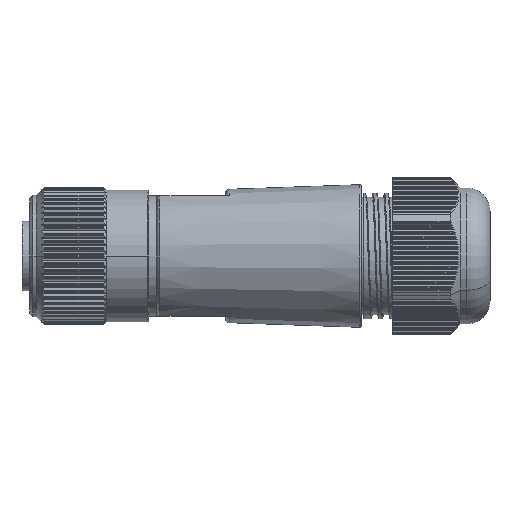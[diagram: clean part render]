
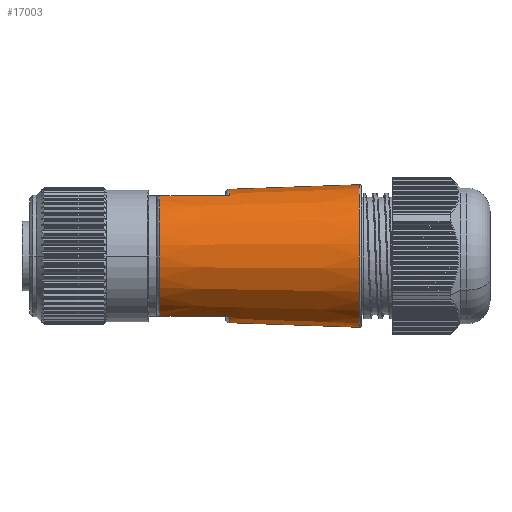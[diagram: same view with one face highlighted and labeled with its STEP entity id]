
A CAD part, front view. The second image highlights one B-rep face of the part: STEP entity #17003.
In plain terms, the highlighted conical face has half-angle 2 degrees and reference radius 14.528 mm.
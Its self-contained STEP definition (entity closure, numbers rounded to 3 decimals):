
#1254 = AXIS2_PLACEMENT_3D ( 'NONE', #11955, #43517, #16470 ) ;
#1283 = EDGE_CURVE ( 'NONE', #12599, #34234, #42543, .T. ) ;
#4393 = EDGE_CURVE ( 'NONE', #8369, #50655, #40581, .T. ) ;
#5564 = ORIENTED_EDGE ( 'NONE', *, *, #22457, .T. ) ;
#5968 = VECTOR ( 'NONE', #18135, 1000. ) ;
#6915 = ORIENTED_EDGE ( 'NONE', *, *, #20245, .T. ) ;
#8369 = VERTEX_POINT ( 'NONE', #33533 ) ;
#8618 = CARTESIAN_POINT ( 'NONE',  ( 42.151, 0., 0. ) ) ;
#9372 = VERTEX_POINT ( 'NONE', #54347 ) ;
#9867 = ORIENTED_EDGE ( 'NONE', *, *, #1283, .T. ) ;
#10316 = EDGE_CURVE ( 'NONE', #9372, #31457, #57052, .T. ) ;
#10458 = VECTOR ( 'NONE', #17528, 1000. ) ;
#11955 = CARTESIAN_POINT ( 'NONE',  ( 28.07, 0., 0. ) ) ;
#12599 = VERTEX_POINT ( 'NONE', #35751 ) ;
#13154 = DIRECTION ( 'NONE',  ( 0., 0., 1. ) ) ;
#13266 = EDGE_LOOP ( 'NONE', ( #15041, #45098, #9867, #13765, #6915, #41393, #51157, #5564 ) ) ;
#13765 = ORIENTED_EDGE ( 'NONE', *, *, #31650, .F. ) ;
#15041 = ORIENTED_EDGE ( 'NONE', *, *, #4393, .F. ) ;
#15395 = VERTEX_POINT ( 'NONE', #39519 ) ;
#16470 = DIRECTION ( 'NONE',  ( 0., 0., 1. ) ) ;
#17003 = ADVANCED_FACE ( 'NONE', ( #57238 ), #51592, .T. ) ;
#17528 = DIRECTION ( 'NONE',  ( 0.999, 0., -0.035 ) ) ;
#17848 = CARTESIAN_POINT ( 'NONE',  ( 28.07, -4.583, -12.281 ) ) ;
#18135 = DIRECTION ( 'NONE',  ( 0.999, 0., 0.035 ) ) ;
#18346 = CIRCLE ( 'NONE', #1254, 13.108 ) ;
#20245 = EDGE_CURVE ( 'NONE', #15395, #27701, #53379, .T. ) ;
#21848 = CARTESIAN_POINT ( 'NONE',  ( 68.719, 0., 0. ) ) ;
#22457 = EDGE_CURVE ( 'NONE', #31457, #50655, #45302, .T. ) ;
#22572 = CARTESIAN_POINT ( 'NONE',  ( 42.151, -5.843, -12.281 ) ) ;
#24636 = CARTESIAN_POINT ( 'NONE',  ( 42.151, 0., 0. ) ) ;
#26383 = DIRECTION ( 'NONE',  ( 0., 0., 1. ) ) ;
#27701 = VERTEX_POINT ( 'NONE', #57845 ) ;
#29216 = DIRECTION ( 'NONE',  ( 0., 0., 1. ) ) ;
#31457 = VERTEX_POINT ( 'NONE', #41795 ) ;
#31650 = EDGE_CURVE ( 'NONE', #15395, #34234, #18346, .T. ) ;
#32553 = AXIS2_PLACEMENT_3D ( 'NONE', #8618, #40205, #13154 ) ;
#33311 = DIRECTION ( 'NONE',  ( 1., 0., 0. ) ) ;
#33533 = CARTESIAN_POINT ( 'NONE',  ( 42.151, 0., 13.6 ) ) ;
#34234 = VERTEX_POINT ( 'NONE', #35114 ) ;
#35114 = CARTESIAN_POINT ( 'NONE',  ( 28.07, -4.583, 12.281 ) ) ;
#35751 = CARTESIAN_POINT ( 'NONE',  ( 42.151, -5.843, 12.281 ) ) ;
#36082 = CARTESIAN_POINT ( 'NONE',  ( 32.759, -5.052, -12.281 ) ) ;
#39519 = CARTESIAN_POINT ( 'NONE',  ( 28.07, -4.583, -12.281 ) ) ;
#40205 = DIRECTION ( 'NONE',  ( 1., 0., 0. ) ) ;
#40581 = LINE ( 'NONE', #45167, #5968 ) ;
#41393 = ORIENTED_EDGE ( 'NONE', *, *, #55221, .T. ) ;
#41795 = CARTESIAN_POINT ( 'NONE',  ( 68.719, 0., -14.528 ) ) ;
#41962 = CARTESIAN_POINT ( 'NONE',  ( 68.719, 0., 0. ) ) ;
#42380 = AXIS2_PLACEMENT_3D ( 'NONE', #21848, #53434, #26383 ) ;
#42543 = B_SPLINE_CURVE_WITH_KNOTS ( 'NONE', 3,
 ( #51975, #57267, #57518, #51837 ),
 .UNSPECIFIED., .F., .F.,
 ( 4, 4 ),
 ( 0.015, 0.029 ),
 .UNSPECIFIED. ) ;
#43517 = DIRECTION ( 'NONE',  ( -1., 0., 0. ) ) ;
#43685 = CARTESIAN_POINT ( 'NONE',  ( 68.719, 0., 14.528 ) ) ;
#44685 = EDGE_CURVE ( 'NONE', #8369, #12599, #49427, .T. ) ;
#45098 = ORIENTED_EDGE ( 'NONE', *, *, #44685, .T. ) ;
#45167 = CARTESIAN_POINT ( 'NONE',  ( 68.719, 0., 14.528 ) ) ;
#45302 = CIRCLE ( 'NONE', #42380, 14.528 ) ;
#48096 = AXIS2_PLACEMENT_3D ( 'NONE', #41962, #33311, #51424 ) ;
#49103 = CARTESIAN_POINT ( 'NONE',  ( 68.719, 0., -14.528 ) ) ;
#49427 = CIRCLE ( 'NONE', #32553, 13.6 ) ;
#49615 = CARTESIAN_POINT ( 'NONE',  ( 37.454, -5.461, -12.281 ) ) ;
#50655 = VERTEX_POINT ( 'NONE', #43685 ) ;
#51157 = ORIENTED_EDGE ( 'NONE', *, *, #10316, .T. ) ;
#51391 = AXIS2_PLACEMENT_3D ( 'NONE', #24636, #56246, #29216 ) ;
#51424 = DIRECTION ( 'NONE',  ( 0., 0., -1. ) ) ;
#51592 = CONICAL_SURFACE ( 'NONE', #48096, 14.528, 0.035 ) ;
#51837 = CARTESIAN_POINT ( 'NONE',  ( 28.07, -4.583, 12.281 ) ) ;
#51975 = CARTESIAN_POINT ( 'NONE',  ( 42.151, -5.843, 12.281 ) ) ;
#53379 = B_SPLINE_CURVE_WITH_KNOTS ( 'NONE', 3,
 ( #17848, #36082, #49615, #22572 ),
 .UNSPECIFIED., .F., .F.,
 ( 4, 4 ),
 ( 0.022, 0.037 ),
 .UNSPECIFIED. ) ;
#53434 = DIRECTION ( 'NONE',  ( -1., 0., 0. ) ) ;
#54347 = CARTESIAN_POINT ( 'NONE',  ( 42.151, 0., -13.6 ) ) ;
#55221 = EDGE_CURVE ( 'NONE', #27701, #9372, #58376, .T. ) ;
#56246 = DIRECTION ( 'NONE',  ( 1., 0., 0. ) ) ;
#57052 = LINE ( 'NONE', #49103, #10458 ) ;
#57238 = FACE_OUTER_BOUND ( 'NONE', #13266, .T. ) ;
#57267 = CARTESIAN_POINT ( 'NONE',  ( 37.454, -5.461, 12.281 ) ) ;
#57518 = CARTESIAN_POINT ( 'NONE',  ( 32.758, -5.051, 12.281 ) ) ;
#57845 = CARTESIAN_POINT ( 'NONE',  ( 42.151, -5.843, -12.281 ) ) ;
#58376 = CIRCLE ( 'NONE', #51391, 13.6 ) ;
